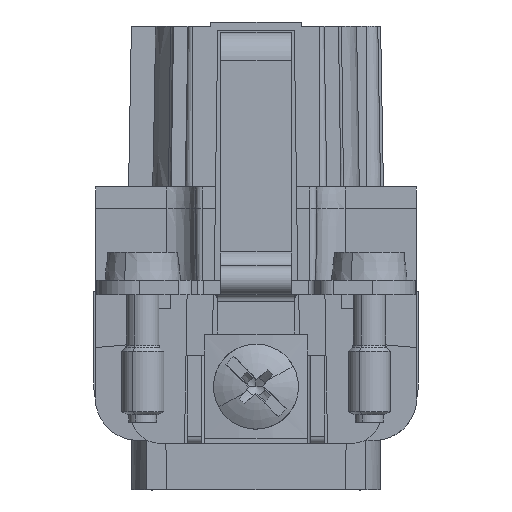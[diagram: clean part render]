
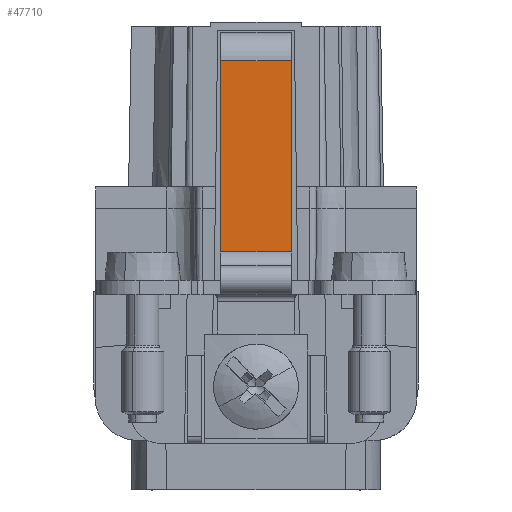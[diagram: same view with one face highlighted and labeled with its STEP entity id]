
A CAD part, front view. The second image highlights one B-rep face of the part: STEP entity #47710.
In plain terms, the highlighted planar face has unit normal (0, -1, 0).
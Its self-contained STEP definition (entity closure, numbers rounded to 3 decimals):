
#47683=AXIS2_PLACEMENT_3D('Plane Axis2P3D',#47680,#47681,#47682) ;
#47645=CARTESIAN_POINT('Line Origine',(11.45,8.3,30.32)) ;
#47649=CARTESIAN_POINT('Vertex',(13.95,8.3,30.32)) ;
#47651=CARTESIAN_POINT('Vertex',(8.95,8.3,30.32)) ;
#47680=CARTESIAN_POINT('Axis2P3D Location',(11.45,8.3,30.32)) ;
#47685=CARTESIAN_POINT('Line Origine',(11.45,8.3,16.82)) ;
#47689=CARTESIAN_POINT('Vertex',(13.95,8.3,16.82)) ;
#47691=CARTESIAN_POINT('Vertex',(8.95,8.3,16.82)) ;
#47694=CARTESIAN_POINT('Line Origine',(13.95,8.3,23.57)) ;
#47699=CARTESIAN_POINT('Line Origine',(8.95,8.3,23.57)) ;
#47646=DIRECTION('Vector Direction',(-1.,0.,0.)) ;
#47681=DIRECTION('Axis2P3D Direction',(0.,1.,0.)) ;
#47682=DIRECTION('Axis2P3D XDirection',(0.,0.,-1.)) ;
#47686=DIRECTION('Vector Direction',(-1.,0.,0.)) ;
#47695=DIRECTION('Vector Direction',(0.,0.,-1.)) ;
#47700=DIRECTION('Vector Direction',(0.,0.,-1.)) ;
#47647=VECTOR('Line Direction',#47646,1.) ;
#47687=VECTOR('Line Direction',#47686,1.) ;
#47696=VECTOR('Line Direction',#47695,1.) ;
#47701=VECTOR('Line Direction',#47700,1.) ;
#47705=ORIENTED_EDGE('',*,*,#47693,.F.) ;
#47706=ORIENTED_EDGE('',*,*,#47698,.T.) ;
#47707=ORIENTED_EDGE('',*,*,#47653,.T.) ;
#47708=ORIENTED_EDGE('',*,*,#47703,.F.) ;
#47710=ADVANCED_FACE('Part-Assy_CFemale10_V75.1\\38298_HDC_HA_PEKO_F.1\\Ergebnis von  ITEM_HA_PE_KONTAKT_BASIS',(#47709),#47684,.F.) ;
#47653=EDGE_CURVE('',#47650,#47652,#47648,.T.) ;
#47693=EDGE_CURVE('',#47690,#47692,#47688,.T.) ;
#47698=EDGE_CURVE('',#47690,#47650,#47697,.F.) ;
#47703=EDGE_CURVE('',#47692,#47652,#47702,.F.) ;
#47704=EDGE_LOOP('',(#47705,#47706,#47707,#47708)) ;
#47709=FACE_OUTER_BOUND('',#47704,.T.) ;
#47648=LINE('Line',#47645,#47647) ;
#47688=LINE('Line',#47685,#47687) ;
#47697=LINE('Line',#47694,#47696) ;
#47702=LINE('Line',#47699,#47701) ;
#47684=PLANE('',#47683) ;
#47650=VERTEX_POINT('',#47649) ;
#47652=VERTEX_POINT('',#47651) ;
#47690=VERTEX_POINT('',#47689) ;
#47692=VERTEX_POINT('',#47691) ;
